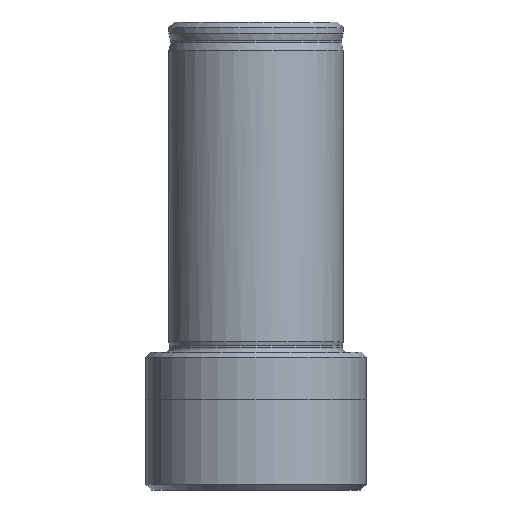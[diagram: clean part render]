
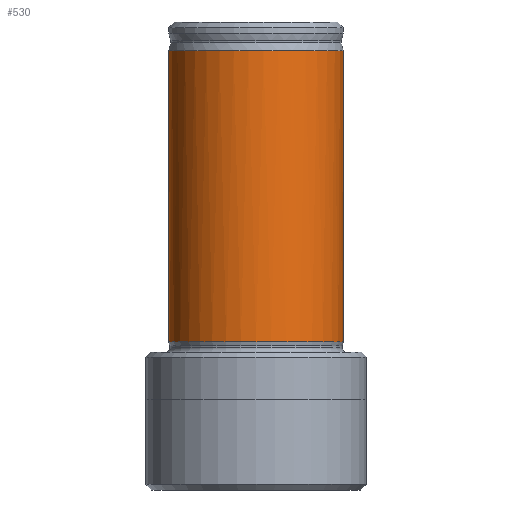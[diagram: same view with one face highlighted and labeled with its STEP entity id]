
A CAD part, left-side view. The second image highlights one B-rep face of the part: STEP entity #530.
In plain terms, the highlighted cylindrical face has radius 15.875 mm (diameter 31.75 mm), a full revolution.
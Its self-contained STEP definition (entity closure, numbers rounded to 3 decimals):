
#47=ELLIPSE('',#565,22.451,15.875);
#48=LINE('',#734,#55);
#49=LINE('',#738,#56);
#55=VECTOR('',#622,1000.);
#56=VECTOR('',#625,1000.);
#62=ORIENTED_EDGE('',*,*,#142,.T.);
#63=ORIENTED_EDGE('',*,*,#143,.T.);
#64=ORIENTED_EDGE('',*,*,#144,.T.);
#65=ORIENTED_EDGE('',*,*,#145,.F.);
#66=ORIENTED_EDGE('',*,*,#146,.F.);
#142=EDGE_CURVE('',#182,#182,#214,.T.);
#143=EDGE_CURVE('',#183,#184,#215,.T.);
#144=EDGE_CURVE('',#184,#185,#48,.F.);
#145=EDGE_CURVE('',#186,#185,#47,.T.);
#146=EDGE_CURVE('',#183,#186,#49,.F.);
#182=VERTEX_POINT('',#730);
#183=VERTEX_POINT('',#732);
#184=VERTEX_POINT('',#733);
#185=VERTEX_POINT('',#735);
#186=VERTEX_POINT('',#737);
#214=CIRCLE('',#563,15.875);
#215=CIRCLE('',#564,15.875);
#238=EDGE_LOOP('',(#62));
#239=EDGE_LOOP('',(#63,#64,#65,#66));
#284=FACE_BOUND('',#238,.T.);
#285=FACE_BOUND('',#239,.T.);
#330=CYLINDRICAL_SURFACE('',#562,15.875);
#530=ADVANCED_FACE('',(#284,#285),#330,.T.);
#562=AXIS2_PLACEMENT_3D('',#728,#616,#617);
#563=AXIS2_PLACEMENT_3D('',#729,#618,#619);
#564=AXIS2_PLACEMENT_3D('',#731,#620,#621);
#565=AXIS2_PLACEMENT_3D('',#736,#623,#624);
#616=DIRECTION('',(0.,0.,1.));
#617=DIRECTION('',(1.,0.,0.));
#618=DIRECTION('',(0.,0.,1.));
#619=DIRECTION('',(1.,0.,0.));
#620=DIRECTION('',(0.,0.,-1.));
#621=DIRECTION('',(-1.,0.,0.));
#622=DIRECTION('',(0.,0.,1.));
#623=DIRECTION('',(0.707,0.,0.707));
#624=DIRECTION('',(-0.707,0.,0.707));
#625=DIRECTION('',(0.,0.,1.));
#728=CARTESIAN_POINT('',(0.,0.,98.));
#729=CARTESIAN_POINT('',(0.,0.,39.94));
#730=CARTESIAN_POINT('',(15.875,0.,39.94));
#731=CARTESIAN_POINT('',(0.,0.,92.802));
#732=CARTESIAN_POINT('',(14.125,-7.246,92.802));
#733=CARTESIAN_POINT('',(14.125,7.246,92.802));
#734=CARTESIAN_POINT('',(14.125,7.246,98.));
#735=CARTESIAN_POINT('',(14.125,7.246,44.));
#736=CARTESIAN_POINT('',(0.,0.,58.125));
#737=CARTESIAN_POINT('',(14.125,-7.246,44.));
#738=CARTESIAN_POINT('',(14.125,-7.246,98.));
